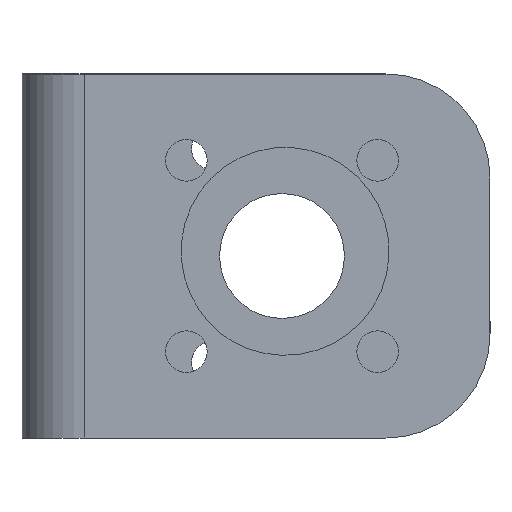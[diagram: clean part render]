
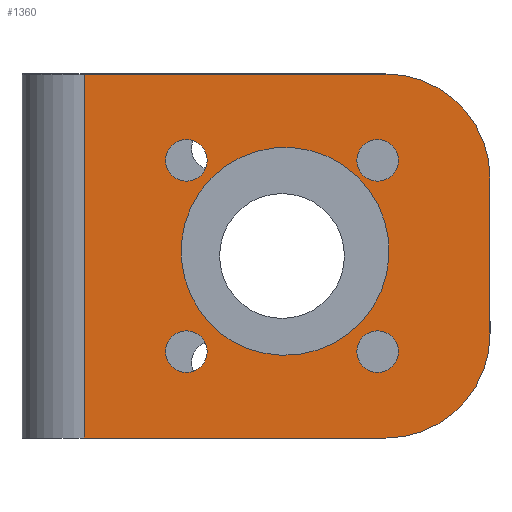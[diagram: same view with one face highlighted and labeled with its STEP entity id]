
A CAD part, left-side view. The second image highlights one B-rep face of the part: STEP entity #1360.
In plain terms, the highlighted planar face has unit normal (-1, 0, 0).
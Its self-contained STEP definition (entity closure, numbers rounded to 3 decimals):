
#19=FACE_BOUND('',#172,.T.);
#20=FACE_BOUND('',#173,.T.);
#21=FACE_BOUND('',#174,.T.);
#22=FACE_BOUND('',#175,.T.);
#23=FACE_BOUND('',#176,.T.);
#63=PLANE('',#1450);
#98=FACE_OUTER_BOUND('',#171,.T.);
#171=EDGE_LOOP('',(#930,#931,#932,#933,#934,#935));
#172=EDGE_LOOP('',(#936,#937));
#173=EDGE_LOOP('',(#938));
#174=EDGE_LOOP('',(#939));
#175=EDGE_LOOP('',(#940));
#176=EDGE_LOOP('',(#941));
#287=CIRCLE('',#1448,10.);
#289=CIRCLE('',#1451,10.);
#290=CIRCLE('',#1452,10.);
#291=CIRCLE('',#1453,9.5);
#292=CIRCLE('',#1454,2.);
#293=CIRCLE('',#1455,2.);
#294=CIRCLE('',#1456,2.);
#295=CIRCLE('',#1457,2.);
#367=LINE('',#2042,#486);
#368=LINE('',#2046,#487);
#369=LINE('',#2048,#488);
#370=LINE('',#2049,#489);
#486=VECTOR('',#1615,10.);
#487=VECTOR('',#1618,10.);
#488=VECTOR('',#1619,10.);
#489=VECTOR('',#1620,4.32);
#603=VERTEX_POINT('',#2029);
#605=VERTEX_POINT('',#2032);
#607=VERTEX_POINT('',#2038);
#608=VERTEX_POINT('',#2039);
#609=VERTEX_POINT('',#2041);
#610=VERTEX_POINT('',#2043);
#611=VERTEX_POINT('',#2045);
#612=VERTEX_POINT('',#2047);
#613=VERTEX_POINT('',#2051);
#614=VERTEX_POINT('',#2053);
#615=VERTEX_POINT('',#2055);
#616=VERTEX_POINT('',#2057);
#730=EDGE_CURVE('',#605,#603,#287,.T.);
#733=EDGE_CURVE('',#607,#608,#289,.T.);
#734=EDGE_CURVE('',#607,#609,#367,.T.);
#735=EDGE_CURVE('',#610,#609,#290,.T.);
#736=EDGE_CURVE('',#610,#611,#368,.T.);
#737=EDGE_CURVE('',#611,#612,#369,.T.);
#738=EDGE_CURVE('',#612,#608,#370,.T.);
#739=EDGE_CURVE('',#603,#605,#291,.T.);
#740=EDGE_CURVE('',#613,#613,#292,.T.);
#741=EDGE_CURVE('',#614,#614,#293,.T.);
#742=EDGE_CURVE('',#615,#615,#294,.T.);
#743=EDGE_CURVE('',#616,#616,#295,.T.);
#930=ORIENTED_EDGE('',*,*,#733,.F.);
#931=ORIENTED_EDGE('',*,*,#734,.T.);
#932=ORIENTED_EDGE('',*,*,#735,.F.);
#933=ORIENTED_EDGE('',*,*,#736,.T.);
#934=ORIENTED_EDGE('',*,*,#737,.T.);
#935=ORIENTED_EDGE('',*,*,#738,.T.);
#936=ORIENTED_EDGE('',*,*,#730,.T.);
#937=ORIENTED_EDGE('',*,*,#739,.T.);
#938=ORIENTED_EDGE('',*,*,#740,.T.);
#939=ORIENTED_EDGE('',*,*,#741,.T.);
#940=ORIENTED_EDGE('',*,*,#742,.T.);
#941=ORIENTED_EDGE('',*,*,#743,.T.);
#1360=ADVANCED_FACE('',(#98,#19,#20,#21,#22,#23),#63,.T.);
#1448=AXIS2_PLACEMENT_3D('',#2033,#1606,#1607);
#1450=AXIS2_PLACEMENT_3D('',#2037,#1611,#1612);
#1451=AXIS2_PLACEMENT_3D('',#2040,#1613,#1614);
#1452=AXIS2_PLACEMENT_3D('',#2044,#1616,#1617);
#1453=AXIS2_PLACEMENT_3D('',#2050,#1621,#1622);
#1454=AXIS2_PLACEMENT_3D('',#2052,#1623,#1624);
#1455=AXIS2_PLACEMENT_3D('',#2054,#1625,#1626);
#1456=AXIS2_PLACEMENT_3D('',#2056,#1627,#1628);
#1457=AXIS2_PLACEMENT_3D('',#2058,#1629,#1630);
#1606=DIRECTION('center_axis',(1.,0.,0.));
#1607=DIRECTION('ref_axis',(0.,0.,-1.));
#1611=DIRECTION('center_axis',(-1.,0.,0.));
#1612=DIRECTION('ref_axis',(0.,0.,
1.));
#1613=DIRECTION('center_axis',(1.,0.,0.));
#1614=DIRECTION('ref_axis',(0.,-0.707,-0.707));
#1615=DIRECTION('',(0.,0.,1.));
#1616=DIRECTION('center_axis',(1.,0.,0.));
#1617=DIRECTION('ref_axis',(0.,-0.707,0.707));
#1618=DIRECTION('',(0.,1.,0.));
#1619=DIRECTION('',(0.,0.,-1.));
#1620=DIRECTION('',(0.,-1.,0.));
#1621=DIRECTION('center_axis',(1.,0.,0.));
#1622=DIRECTION('ref_axis',(0.,1.,0.));
#1623=DIRECTION('center_axis',(1.,0.,0.));
#1624=DIRECTION('ref_axis',(0.,1.,0.));
#1625=DIRECTION('center_axis',(1.,0.,0.));
#1626=DIRECTION('ref_axis',(0.,1.,0.));
#1627=DIRECTION('center_axis',(1.,0.,0.));
#1628=DIRECTION('ref_axis',(0.,1.,0.));
#1629=DIRECTION('center_axis',(1.,0.,0.));
#1630=DIRECTION('ref_axis',(0.,1.,0.));
#2029=CARTESIAN_POINT('',(35.06,-79.277,73.161));
#2032=CARTESIAN_POINT('',(35.06,-73.078,77.281));
#2033=CARTESIAN_POINT('Origin',(35.06,-81.316,82.951));
#2037=CARTESIAN_POINT('Origin',(35.06,-78.124,82.5));
#2038=CARTESIAN_POINT('',(35.06,-101.017,75.));
#2039=CARTESIAN_POINT('',(35.06,-91.017,65.));
#2040=CARTESIAN_POINT('Origin',(35.06,-91.017,75.));
#2041=CARTESIAN_POINT('',(35.06,-101.017,90.));
#2042=CARTESIAN_POINT('',(35.06,-101.017,100.));
#2043=CARTESIAN_POINT('',(35.06,-91.017,100.));
#2044=CARTESIAN_POINT('Origin',(35.06,-91.017,90.));
#2045=CARTESIAN_POINT('',(35.06,-62.017,100.));
#2046=CARTESIAN_POINT('',(35.06,-62.017,100.));
#2047=CARTESIAN_POINT('',(35.06,-62.017,65.));
#2048=CARTESIAN_POINT('',(35.06,-62.017,82.5));
#2049=CARTESIAN_POINT('',(35.06,-48.445,65.));
#2050=CARTESIAN_POINT('Origin',(35.06,-81.017,82.5));
#2051=CARTESIAN_POINT('',(35.06,-92.209,91.692));
#2052=CARTESIAN_POINT('Origin',(35.06,-90.209,91.692));
#2053=CARTESIAN_POINT('',(35.06,-92.209,73.308));
#2054=CARTESIAN_POINT('Origin',(35.06,-90.209,73.308));
#2055=CARTESIAN_POINT('',(35.06,-73.824,91.692));
#2056=CARTESIAN_POINT('Origin',(35.06,-71.824,91.692));
#2057=CARTESIAN_POINT('',(35.06,-73.824,73.308));
#2058=CARTESIAN_POINT('Origin',(35.06,-71.824,73.308));
